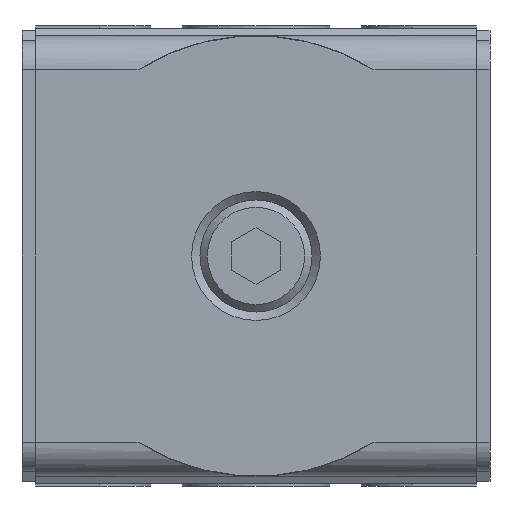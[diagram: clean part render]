
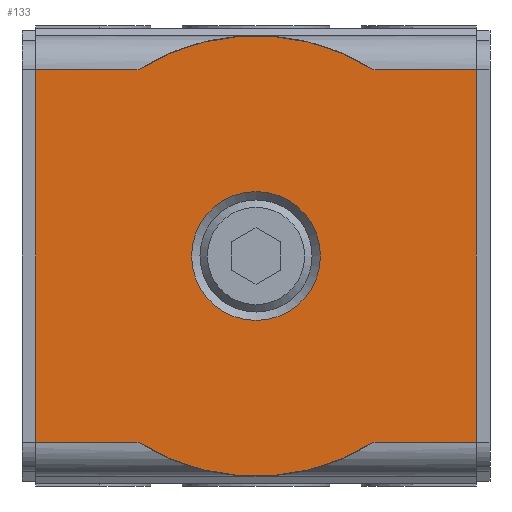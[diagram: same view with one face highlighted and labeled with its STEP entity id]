
A CAD part, front view. The second image highlights one B-rep face of the part: STEP entity #133.
In plain terms, the highlighted planar face has unit normal (0, -1, 0).
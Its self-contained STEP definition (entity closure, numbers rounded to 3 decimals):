
#133 = ADVANCED_FACE( '', ( #325, #326 ), #327, .F. );
#325 = FACE_BOUND( '', #765, .T. );
#326 = FACE_OUTER_BOUND( '', #766, .T. );
#327 = PLANE( '', #767 );
#765 = EDGE_LOOP( '', ( #1209 ) );
#766 = EDGE_LOOP( '', ( #1210, #1211, #1212, #1213, #1214, #1215, #1216, #1217 ) );
#767 = AXIS2_PLACEMENT_3D( '', #1218, #1219, #1220 );
#1209 = ORIENTED_EDGE( '', *, *, #2639, .F. );
#1210 = ORIENTED_EDGE( '', *, *, #2640, .T. );
#1211 = ORIENTED_EDGE( '', *, *, #2641, .T. );
#1212 = ORIENTED_EDGE( '', *, *, #2642, .T. );
#1213 = ORIENTED_EDGE( '', *, *, #2643, .T. );
#1214 = ORIENTED_EDGE( '', *, *, #2636, .F. );
#1215 = ORIENTED_EDGE( '', *, *, #2644, .T. );
#1216 = ORIENTED_EDGE( '', *, *, #2645, .F. );
#1217 = ORIENTED_EDGE( '', *, *, #2646, .F. );
#1218 = CARTESIAN_POINT( '', ( 22.5, 0., 19. ) );
#1219 = DIRECTION( '', ( 0., 1., 0. ) );
#1220 = DIRECTION( '', ( 0., 0., 1. ) );
#2636 = EDGE_CURVE( '', #3068, #3071, #3072, .T. );
#2639 = EDGE_CURVE( '', #3076, #3076, #3077, .T. );
#2640 = EDGE_CURVE( '', #3078, #3079, #3080, .T. );
#2641 = EDGE_CURVE( '', #3079, #3081, #3082, .T. );
#2642 = EDGE_CURVE( '', #3081, #3083, #3084, .T. );
#2643 = EDGE_CURVE( '', #3083, #3071, #3085, .T. );
#2644 = EDGE_CURVE( '', #3068, #3086, #3087, .T. );
#2645 = EDGE_CURVE( '', #3088, #3086, #3089, .T. );
#2646 = EDGE_CURVE( '', #3078, #3088, #3090, .T. );
#3068 = VERTEX_POINT( '', #3804 );
#3071 = VERTEX_POINT( '', #3824 );
#3072 = LINE( '', #3825, #3826 );
#3076 = VERTEX_POINT( '', #3831 );
#3077 = CIRCLE( '', #3832, 6.579 );
#3078 = VERTEX_POINT( '', #3833 );
#3079 = VERTEX_POINT( '', #3834 );
#3080 = LINE( '', #3835, #3836 );
#3081 = VERTEX_POINT( '', #3837 );
#3082 = CIRCLE( '', #3838, 22.5 );
#3083 = VERTEX_POINT( '', #3839 );
#3084 = LINE( '', #3840, #3841 );
#3085 = LINE( '', #3842, #3843 );
#3086 = VERTEX_POINT( '', #3844 );
#3087 = CIRCLE( '', #3845, 22.5 );
#3088 = VERTEX_POINT( '', #3846 );
#3089 = LINE( '', #3847, #3848 );
#3090 = LINE( '', #3849, #3850 );
#3804 = CARTESIAN_POINT( '', ( -12.052, 0., -19. ) );
#3824 = CARTESIAN_POINT( '', ( -22.5, 0., -19. ) );
#3825 = CARTESIAN_POINT( '', ( 22.5, 0., -19. ) );
#3826 = VECTOR( '', #4958, 1000. );
#3831 = CARTESIAN_POINT( '', ( 0., 0., -6.579 ) );
#3832 = AXIS2_PLACEMENT_3D( '', #4963, #4964, #4965 );
#3833 = CARTESIAN_POINT( '', ( 22.5, 0., 19. ) );
#3834 = CARTESIAN_POINT( '', ( 12.052, 0., 19. ) );
#3835 = CARTESIAN_POINT( '', ( 22.5, 0., 19. ) );
#3836 = VECTOR( '', #4966, 1000. );
#3837 = CARTESIAN_POINT( '', ( -12.052, 0., 19. ) );
#3838 = AXIS2_PLACEMENT_3D( '', #4967, #4968, #4969 );
#3839 = CARTESIAN_POINT( '', ( -22.5, 0., 19. ) );
#3840 = CARTESIAN_POINT( '', ( 22.5, 0., 19. ) );
#3841 = VECTOR( '', #4970, 1000. );
#3842 = CARTESIAN_POINT( '', ( -22.5, 0., 19. ) );
#3843 = VECTOR( '', #4971, 1000. );
#3844 = CARTESIAN_POINT( '', ( 12.052, 0., -19. ) );
#3845 = AXIS2_PLACEMENT_3D( '', #4972, #4973, #4974 );
#3846 = CARTESIAN_POINT( '', ( 22.5, 0., -19. ) );
#3847 = CARTESIAN_POINT( '', ( 22.5, 0., -19. ) );
#3848 = VECTOR( '', #4975, 1000. );
#3849 = CARTESIAN_POINT( '', ( 22.5, 0., 19. ) );
#3850 = VECTOR( '', #4976, 1000. );
#4958 = DIRECTION( '', ( -1., 0., 0. ) );
#4963 = CARTESIAN_POINT( '', ( 0., 0., 0. ) );
#4964 = DIRECTION( '', ( 0., -1., 0. ) );
#4965 = DIRECTION( '', ( 0., 0., -1. ) );
#4966 = DIRECTION( '', ( -1., 0., 0. ) );
#4967 = CARTESIAN_POINT( '', ( 0., 0., 0. ) );
#4968 = DIRECTION( '', ( 0., -1., 0. ) );
#4969 = DIRECTION( '', ( 0., 0., -1. ) );
#4970 = DIRECTION( '', ( -1., 0., 0. ) );
#4971 = DIRECTION( '', ( 0., 0., -1. ) );
#4972 = CARTESIAN_POINT( '', ( 0., 0., 0. ) );
#4973 = DIRECTION( '', ( 0., -1., 0. ) );
#4974 = DIRECTION( '', ( 0., 0., -1. ) );
#4975 = DIRECTION( '', ( -1., 0., 0. ) );
#4976 = DIRECTION( '', ( 0., 0., -1. ) );
